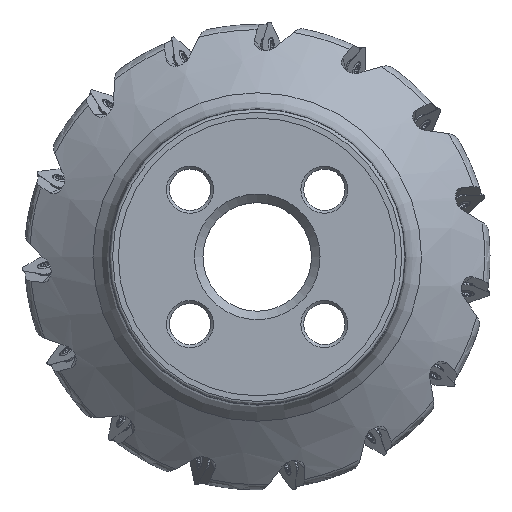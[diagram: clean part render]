
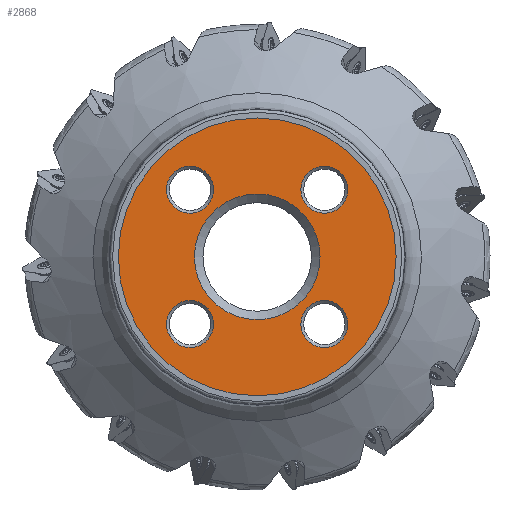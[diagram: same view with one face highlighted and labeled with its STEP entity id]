
A CAD part, top view. The second image highlights one B-rep face of the part: STEP entity #2868.
In plain terms, the highlighted planar face has unit normal (0, 0, 1).
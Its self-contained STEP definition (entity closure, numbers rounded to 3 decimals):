
#2868=ADVANCED_FACE('SU_1',(#5755,#5756,#5757,#5758,#5759,#5760),#4148,
 .F.);
#4148=PLANE('',#29507);
#5103=CIRCLE('',#29447,48.75);
#5109=CIRCLE('',#29459,8.25);
#5115=CIRCLE('',#29471,8.25);
#5120=CIRCLE('',#29479,8.25);
#5127=CIRCLE('',#29495,8.25);
#5130=CIRCLE('',#29500,22.056);
#5755=FACE_BOUND('',#6431,.T.);
#5756=FACE_BOUND('',#6432,.T.);
#5757=FACE_BOUND('',#6433,.T.);
#5758=FACE_BOUND('',#6434,.T.);
#5759=FACE_BOUND('',#6435,.T.);
#5760=FACE_BOUND('',#6436,.T.);
#6431=EDGE_LOOP('',(#14100));
#6432=EDGE_LOOP('',(#14101));
#6433=EDGE_LOOP('',(#14102));
#6434=EDGE_LOOP('',(#14103));
#6435=EDGE_LOOP('',(#14104));
#6436=EDGE_LOOP('',(#14105));
#14100=ORIENTED_EDGE('',*,*,#24911,.F.);
#14101=ORIENTED_EDGE('',*,*,#24929,.F.);
#14102=ORIENTED_EDGE('',*,*,#24905,.T.);
#14103=ORIENTED_EDGE('',*,*,#24932,.F.);
#14104=ORIENTED_EDGE('',*,*,#24917,.F.);
#14105=ORIENTED_EDGE('',*,*,#24922,.F.);
#21723=VERTEX_POINT('',#48046);
#21729=VERTEX_POINT('',#48064);
#21735=VERTEX_POINT('',#48082);
#21740=VERTEX_POINT('',#48095);
#21747=VERTEX_POINT('',#48118);
#21750=VERTEX_POINT('',#48126);
#24905=EDGE_CURVE('',#21723,#21723,#5103,.T.);
#24911=EDGE_CURVE('',#21729,#21729,#5109,.T.);
#24917=EDGE_CURVE('',#21735,#21735,#5115,.T.);
#24922=EDGE_CURVE('',#21740,#21740,#5120,.T.);
#24929=EDGE_CURVE('',#21747,#21747,#5127,.T.);
#24932=EDGE_CURVE('',#21750,#21750,#5130,.T.);
#29447=AXIS2_PLACEMENT_3D('',#48045,#33512,#33513);
#29459=AXIS2_PLACEMENT_3D('',#48063,#33536,#33537);
#29471=AXIS2_PLACEMENT_3D('',#48081,#33560,#33561);
#29479=AXIS2_PLACEMENT_3D('',#48094,#33576,#33577);
#29495=AXIS2_PLACEMENT_3D('',#48117,#33608,#33609);
#29500=AXIS2_PLACEMENT_3D('',#48125,#33618,#33619);
#29507=AXIS2_PLACEMENT_3D('',#48135,#33632,#33633);
#33512=DIRECTION('',(0.,0.,1.));
#33513=DIRECTION('',(1.,0.,0.));
#33536=DIRECTION('',(0.,0.,1.));
#33537=DIRECTION('',(-1.,0.,0.));
#33560=DIRECTION('',(0.,0.,1.));
#33561=DIRECTION('',(-1.,0.,0.));
#33576=DIRECTION('',(0.,0.,1.));
#33577=DIRECTION('',(-1.,0.,0.));
#33608=DIRECTION('',(0.,0.,1.));
#33609=DIRECTION('',(-1.,0.,0.));
#33618=DIRECTION('',(0.,0.,1.));
#33619=DIRECTION('',(1.,0.,0.));
#33632=DIRECTION('',(0.,0.,-1.));
#33633=DIRECTION('',(-1.,0.,0.));
#48045=CARTESIAN_POINT('',(0.,0.,0.));
#48046=CARTESIAN_POINT('',(48.75,0.,0.));
#48063=CARTESIAN_POINT('',(23.582,-23.582,0.));
#48064=CARTESIAN_POINT('',(15.332,-23.582,0.));
#48081=CARTESIAN_POINT('',(23.582,23.582,0.));
#48082=CARTESIAN_POINT('',(15.332,23.582,0.));
#48094=CARTESIAN_POINT('',(-23.582,23.582,0.));
#48095=CARTESIAN_POINT('',(-31.832,23.582,0.));
#48117=CARTESIAN_POINT('',(-23.582,-23.582,0.));
#48118=CARTESIAN_POINT('',(-31.832,-23.582,0.));
#48125=CARTESIAN_POINT('',(0.,0.,0.));
#48126=CARTESIAN_POINT('',(22.056,0.,0.));
#48135=CARTESIAN_POINT('',(-51.75,0.,0.));
